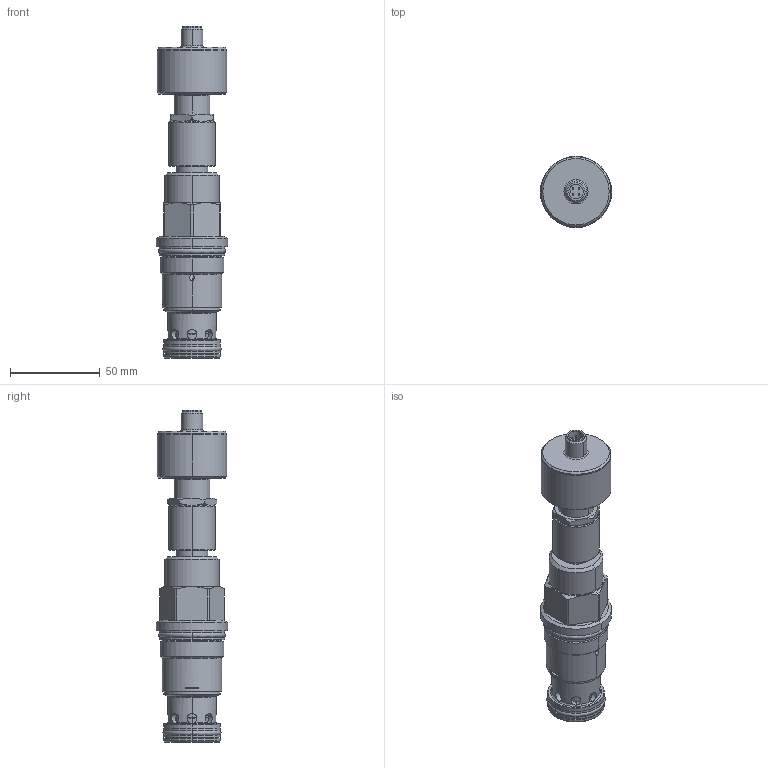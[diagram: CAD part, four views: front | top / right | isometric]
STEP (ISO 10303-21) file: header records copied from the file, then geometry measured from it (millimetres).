
FILE_DESCRIPTION((''),'2;1');
FILE_NAME('CXHHZ-CN_PRT','2017-10-23T',('Administrator'),(''),'PRO/ENGINEER BY PARAMETRIC TECHNOLOGY CORPORATION, 2006240','PRO/ENGINEER BY PARAMETRIC TECHNOLOGY CORPORATION, 2006240','');
FILE_SCHEMA(('CONFIG_CONTROL_DESIGN'));
Length unit declared in the file: inch
Products named in the file (1): CXHHZ-CN_PRT
Bounding box: 39.6 x 39.6 x 184.94 mm (x, y, z)
Volume: 117130.8 mm3; surface area: 43613.6 mm2
Topology: 4 solids, 6 shells, 509 faces, 1126 edges, 672 vertices
Faces by surface type: cylinder 210, cone 112, plane 98, torus 81, revolution 8
Entity records: 15552 total; most frequent: CARTESIAN_POINT 3963, DIRECTION 2668, ORIENTED_EDGE 2240, AXIS2_PLACEMENT_3D 1159, EDGE_CURVE 1120, VERTEX_POINT 672, CIRCLE 658, EDGE_LOOP 588
